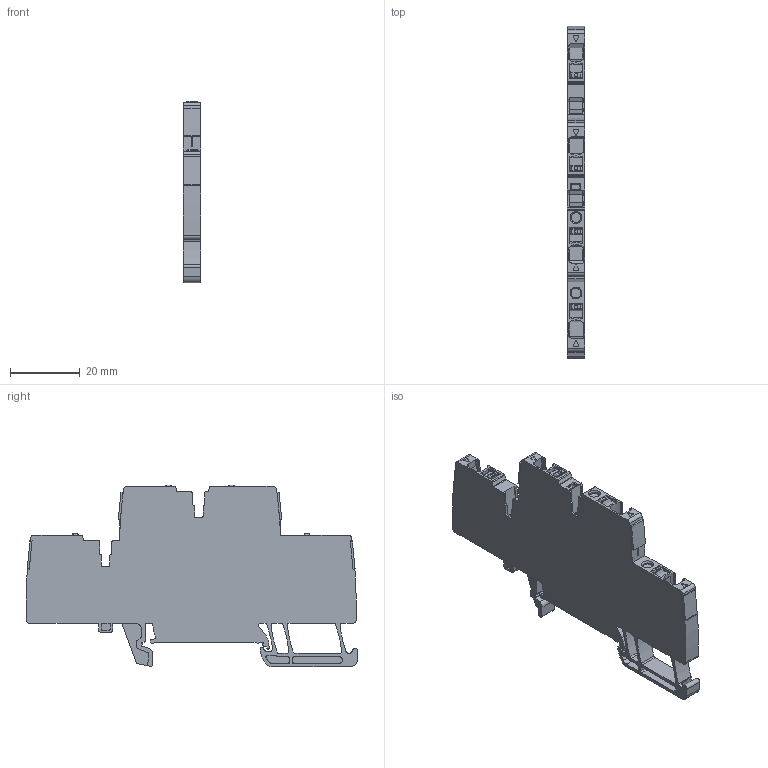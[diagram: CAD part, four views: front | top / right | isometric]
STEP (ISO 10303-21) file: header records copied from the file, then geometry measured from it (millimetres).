
FILE_DESCRIPTION(('CATIA V5 STEP Exchange','CAx-IF Rec.Pracs.--- Model Styling and Organization---1.4--- 2014-01-23'),'2;1');
FILE_NAME ('1482432-6_1', '2023-04-03T06:55:06+00:00', ('none'), ('Weidmueller'), 'CATIA Version 5-6 Release 2016 SP3 HF44', 'CATIA V5 STEP AP214', 'none');
FILE_SCHEMA(('AUTOMOTIVE_DESIGN { 1 0 10303 214 1 1 1 1 }'));
Length unit declared in the file: millimetre
Products named in the file (1): 2902470000
Bounding box: 5.1 x 94.97 x 52 mm (x, y, z)
Volume: 16016.7 mm3; surface area: 10615.2 mm2
Topology: 9 solids, 10 shells, 963 faces, 2602 edges, 1682 vertices
Faces by surface type: cylinder 438, plane 410, bspline 48, torus 35, cone 22, extrusion 8, sphere 2
Entity records: 34952 total; most frequent: CARTESIAN_POINT 11515, ORIENTED_EDGE 5200, DIRECTION 3921, EDGE_CURVE 2600, VERTEX_POINT 1682, AXIS2_PLACEMENT_3D 1579, VECTOR 1505, LINE 1497
